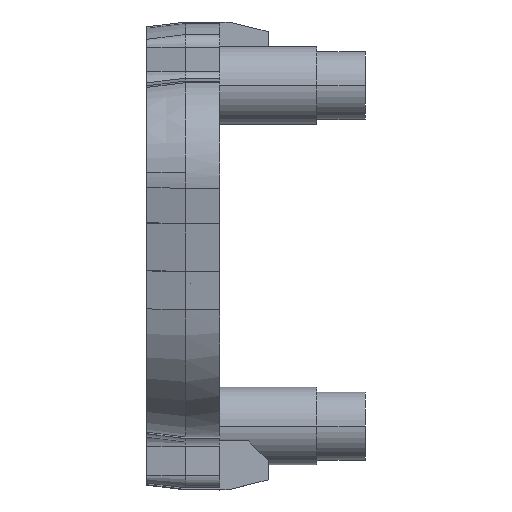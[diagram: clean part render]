
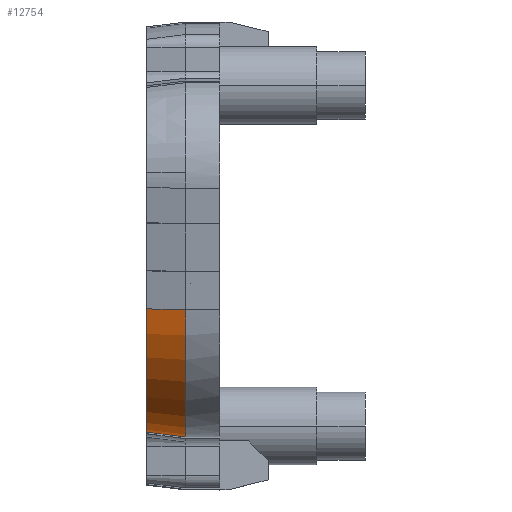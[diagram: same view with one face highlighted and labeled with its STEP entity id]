
A CAD part, top view. The second image highlights one B-rep face of the part: STEP entity #12754.
In plain terms, the highlighted conical face has half-angle 7.125 degrees and reference radius 15.8 mm.
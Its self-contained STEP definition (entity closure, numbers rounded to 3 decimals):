
#677 = CARTESIAN_POINT ( 'NONE',  ( -253.5, 297., 126.543 ) ) ;
#1117 = VERTEX_POINT ( 'NONE', #5277 ) ;
#1412 = CONICAL_SURFACE ( 'NONE', #12695, 15.8, 0.124 ) ;
#1742 = DIRECTION ( 'NONE',  ( 0., -0.056, 0.998 ) ) ;
#1762 = AXIS2_PLACEMENT_3D ( 'NONE', #2184, #9583, #3281 ) ;
#2184 = CARTESIAN_POINT ( 'NONE',  ( -257.5, 297., 126.543 ) ) ;
#2438 = DIRECTION ( 'NONE',  ( 1., 0., 0. ) ) ;
#2517 = ORIENTED_EDGE ( 'NONE', *, *, #8754, .T. ) ;
#3281 = DIRECTION ( 'NONE',  ( 0., 0., 1. ) ) ;
#3709 = CARTESIAN_POINT ( 'NONE',  ( -253.5, 294.256, 142.103 ) ) ;
#4040 = EDGE_LOOP ( 'NONE', ( #11465, #9931, #2517, #8498 ) ) ;
#4497 = DIRECTION ( 'NONE',  ( 0., 0., 1. ) ) ;
#4702 = EDGE_CURVE ( 'NONE', #8443, #1117, #7537, .T. ) ;
#5177 = CARTESIAN_POINT ( 'NONE',  ( -253.5, 294.256, 142.103 ) ) ;
#5277 = CARTESIAN_POINT ( 'NONE',  ( -253.5, 281.2, 126.543 ) ) ;
#5791 = VERTEX_POINT ( 'NONE', #5177 ) ;
#6249 = EDGE_CURVE ( 'NONE', #5791, #1117, #8156, .T. ) ;
#7048 = CIRCLE ( 'NONE', #1762, 15.3 ) ;
#7381 = FACE_OUTER_BOUND ( 'NONE', #4040, .T. ) ;
#7537 = LINE ( 'NONE', #11400, #12828 ) ;
#7597 = VERTEX_POINT ( 'NONE', #13168 ) ;
#7611 = EDGE_CURVE ( 'NONE', #7597, #5791, #8358, .T. ) ;
#8102 = DIRECTION ( 'NONE',  ( 1., 0., 0. ) ) ;
#8156 = CIRCLE ( 'NONE', #11441, 15.8 ) ;
#8358 = B_SPLINE_CURVE_WITH_KNOTS ( 'NONE', 1,
 ( #11063, #3709 ),
 .UNSPECIFIED., .F., .F.,
 ( 2, 2 ),
 ( 0., 1. ),
 .UNSPECIFIED. ) ;
#8443 = VERTEX_POINT ( 'NONE', #8900 ) ;
#8498 = ORIENTED_EDGE ( 'NONE', *, *, #4702, .T. ) ;
#8754 = EDGE_CURVE ( 'NONE', #7597, #8443, #7048, .T. ) ;
#8900 = CARTESIAN_POINT ( 'NONE',  ( -257.5, 281.7, 126.543 ) ) ;
#9583 = DIRECTION ( 'NONE',  ( 1., 0., 0. ) ) ;
#9931 = ORIENTED_EDGE ( 'NONE', *, *, #7611, .F. ) ;
#11063 = CARTESIAN_POINT ( 'NONE',  ( -257.5, 294.343, 141.611 ) ) ;
#11400 = CARTESIAN_POINT ( 'NONE',  ( -257.5, 281.7, 126.543 ) ) ;
#11441 = AXIS2_PLACEMENT_3D ( 'NONE', #677, #8102, #1742 ) ;
#11465 = ORIENTED_EDGE ( 'NONE', *, *, #6249, .F. ) ;
#11871 = CARTESIAN_POINT ( 'NONE',  ( -253.5, 297., 126.543 ) ) ;
#12486 = DIRECTION ( 'NONE',  ( 0.992, -0.124, 0. ) ) ;
#12695 = AXIS2_PLACEMENT_3D ( 'NONE', #11871, #2438, #4497 ) ;
#12754 = ADVANCED_FACE ( 'NONE', ( #7381 ), #1412, .T. ) ;
#12828 = VECTOR ( 'NONE', #12486, 1000. ) ;
#13168 = CARTESIAN_POINT ( 'NONE',  ( -257.5, 294.343, 141.611 ) ) ;
